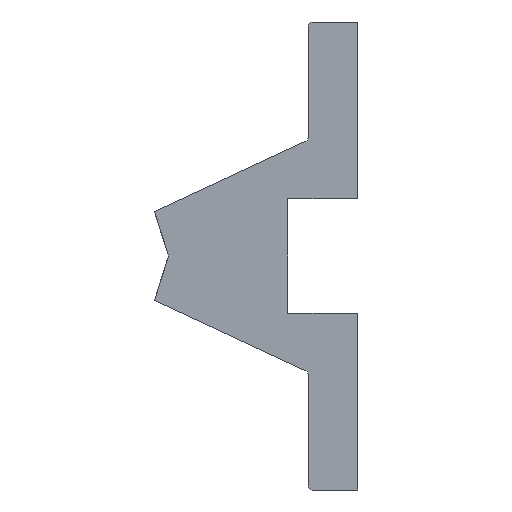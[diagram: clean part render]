
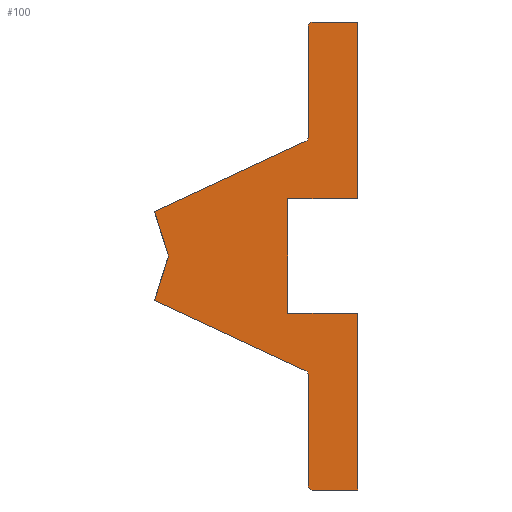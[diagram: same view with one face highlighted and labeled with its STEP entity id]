
A CAD part, left-side view. The second image highlights one B-rep face of the part: STEP entity #100.
In plain terms, the highlighted planar face has unit normal (-1, 0, 0).
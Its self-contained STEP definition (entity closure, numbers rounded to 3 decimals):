
#100 = ADVANCED_FACE( '', ( #218 ), #219, .F. );
#218 = FACE_OUTER_BOUND( '', #333, .T. );
#219 = PLANE( '', #334 );
#333 = EDGE_LOOP( '', ( #563, #564, #565, #566, #567, #568, #569, #570, #571, #572, #573, #574, #575, #576, #577, #578, #579 ) );
#334 = AXIS2_PLACEMENT_3D( '', #580, #581, #582 );
#563 = ORIENTED_EDGE( '', *, *, #699, .F. );
#564 = ORIENTED_EDGE( '', *, *, #707, .F. );
#565 = ORIENTED_EDGE( '', *, *, #628, .T. );
#566 = ORIENTED_EDGE( '', *, *, #708, .F. );
#567 = ORIENTED_EDGE( '', *, *, #637, .F. );
#568 = ORIENTED_EDGE( '', *, *, #681, .F. );
#569 = ORIENTED_EDGE( '', *, *, #642, .F. );
#570 = ORIENTED_EDGE( '', *, *, #705, .T. );
#571 = ORIENTED_EDGE( '', *, *, #653, .F. );
#572 = ORIENTED_EDGE( '', *, *, #685, .F. );
#573 = ORIENTED_EDGE( '', *, *, #647, .F. );
#574 = ORIENTED_EDGE( '', *, *, #672, .F. );
#575 = ORIENTED_EDGE( '', *, *, #696, .F. );
#576 = ORIENTED_EDGE( '', *, *, #702, .F. );
#577 = ORIENTED_EDGE( '', *, *, #709, .F. );
#578 = ORIENTED_EDGE( '', *, *, #677, .F. );
#579 = ORIENTED_EDGE( '', *, *, #693, .F. );
#580 = CARTESIAN_POINT( '', ( 0., 5.5, 28. ) );
#581 = DIRECTION( '', ( 1., 0., 0. ) );
#582 = DIRECTION( '', ( 0., 0., -1. ) );
#628 = EDGE_CURVE( '', #743, #744, #745, .T. );
#637 = EDGE_CURVE( '', #757, #759, #760, .T. );
#642 = EDGE_CURVE( '', #767, #768, #769, .T. );
#647 = EDGE_CURVE( '', #776, #777, #778, .T. );
#653 = EDGE_CURVE( '', #787, #788, #789, .T. );
#672 = EDGE_CURVE( '', #818, #776, #819, .T. );
#677 = EDGE_CURVE( '', #826, #827, #828, .T. );
#681 = EDGE_CURVE( '', #768, #757, #832, .T. );
#685 = EDGE_CURVE( '', #777, #787, #836, .T. );
#693 = EDGE_CURVE( '', #847, #826, #848, .T. );
#696 = EDGE_CURVE( '', #851, #818, #852, .T. );
#699 = EDGE_CURVE( '', #855, #847, #856, .T. );
#702 = EDGE_CURVE( '', #859, #851, #860, .T. );
#705 = EDGE_CURVE( '', #767, #788, #863, .T. );
#707 = EDGE_CURVE( '', #743, #855, #865, .T. );
#708 = EDGE_CURVE( '', #759, #744, #866, .T. );
#709 = EDGE_CURVE( '', #827, #859, #867, .T. );
#743 = VERTEX_POINT( '', #901 );
#744 = VERTEX_POINT( '', #902 );
#745 = CIRCLE( '', #903, 0.5 );
#757 = VERTEX_POINT( '', #919 );
#759 = VERTEX_POINT( '', #922 );
#760 = LINE( '', #923, #924 );
#767 = VERTEX_POINT( '', #934 );
#768 = VERTEX_POINT( '', #935 );
#769 = LINE( '', #936, #937 );
#776 = VERTEX_POINT( '', #947 );
#777 = VERTEX_POINT( '', #948 );
#778 = LINE( '', #949, #950 );
#787 = VERTEX_POINT( '', #962 );
#788 = VERTEX_POINT( '', #963 );
#789 = LINE( '', #964, #965 );
#818 = VERTEX_POINT( '', #1006 );
#819 = LINE( '', #1007, #1008 );
#826 = VERTEX_POINT( '', #1016 );
#827 = VERTEX_POINT( '', #1017 );
#828 = LINE( '', #1018, #1019 );
#832 = LINE( '', #1025, #1026 );
#836 = CIRCLE( '', #1030, 0.5 );
#847 = VERTEX_POINT( '', #1041 );
#848 = LINE( '', #1042, #1043 );
#851 = VERTEX_POINT( '', #1047 );
#852 = LINE( '', #1048, #1049 );
#855 = VERTEX_POINT( '', #1053 );
#856 = CIRCLE( '', #1054, 0.5 );
#859 = VERTEX_POINT( '', #1058 );
#860 = LINE( '', #1059, #1060 );
#863 = CIRCLE( '', #1064, 0.5 );
#865 = LINE( '', #1066, #1067 );
#866 = LINE( '', #1068, #1069 );
#867 = LINE( '', #1070, #1071 );
#901 = CARTESIAN_POINT( '', ( 0., 6., 14.451 ) );
#902 = CARTESIAN_POINT( '', ( 0., 6.289, 13.998 ) );
#903 = AXIS2_PLACEMENT_3D( '', #1111, #1112, #1113 );
#919 = CARTESIAN_POINT( '', ( 0., 23.024, 0. ) );
#922 = CARTESIAN_POINT( '', ( 0., 24.727, 5.4 ) );
#923 = CARTESIAN_POINT( '', ( 0., 23.024, 0. ) );
#924 = VECTOR( '', #1125, 1000. );
#934 = CARTESIAN_POINT( '', ( 0., 6.289, -13.998 ) );
#935 = CARTESIAN_POINT( '', ( 0., 24.727, -5.4 ) );
#936 = CARTESIAN_POINT( '', ( 0., 6.289, -13.998 ) );
#937 = VECTOR( '', #1129, 1000. );
#947 = CARTESIAN_POINT( '', ( 0., 0., -28.5 ) );
#948 = CARTESIAN_POINT( '', ( 0., 5.5, -28.5 ) );
#949 = CARTESIAN_POINT( '', ( 0., 0., -28.5 ) );
#950 = VECTOR( '', #1133, 1000. );
#962 = CARTESIAN_POINT( '', ( 0., 6., -28. ) );
#963 = CARTESIAN_POINT( '', ( 0., 6., -14.451 ) );
#964 = CARTESIAN_POINT( '', ( 0., 6., -28. ) );
#965 = VECTOR( '', #1140, 1000. );
#1006 = CARTESIAN_POINT( '', ( 0., 0., -7. ) );
#1007 = CARTESIAN_POINT( '', ( 0., 0., -7. ) );
#1008 = VECTOR( '', #1165, 1000. );
#1016 = CARTESIAN_POINT( '', ( 0., 0., 28.5 ) );
#1017 = CARTESIAN_POINT( '', ( 0., 0., 7. ) );
#1018 = CARTESIAN_POINT( '', ( 0., 0., 28.5 ) );
#1019 = VECTOR( '', #1173, 1000. );
#1025 = CARTESIAN_POINT( '', ( 0., 24.727, -5.4 ) );
#1026 = VECTOR( '', #1176, 1000. );
#1030 = AXIS2_PLACEMENT_3D( '', #1180, #1181, #1182 );
#1041 = CARTESIAN_POINT( '', ( 0., 5.5, 28.5 ) );
#1042 = CARTESIAN_POINT( '', ( 0., 5.5, 28.5 ) );
#1043 = VECTOR( '', #1192, 1000. );
#1047 = CARTESIAN_POINT( '', ( 0., 8.5, -7. ) );
#1048 = CARTESIAN_POINT( '', ( 0., 8.5, -7. ) );
#1049 = VECTOR( '', #1194, 1000. );
#1053 = CARTESIAN_POINT( '', ( 0., 6., 28. ) );
#1054 = AXIS2_PLACEMENT_3D( '', #1196, #1197, #1198 );
#1058 = CARTESIAN_POINT( '', ( 0., 8.5, 7. ) );
#1059 = CARTESIAN_POINT( '', ( 0., 8.5, 7. ) );
#1060 = VECTOR( '', #1200, 1000. );
#1064 = AXIS2_PLACEMENT_3D( '', #1202, #1203, #1204 );
#1066 = CARTESIAN_POINT( '', ( 0., 6., 14.451 ) );
#1067 = VECTOR( '', #1205, 1000. );
#1068 = CARTESIAN_POINT( '', ( 0., 24.727, 5.4 ) );
#1069 = VECTOR( '', #1206, 1000. );
#1070 = CARTESIAN_POINT( '', ( 0., 0., 7. ) );
#1071 = VECTOR( '', #1207, 1000. );
#1111 = CARTESIAN_POINT( '', ( 0., 6.5, 14.451 ) );
#1112 = DIRECTION( '', ( 1., 0., 0. ) );
#1113 = DIRECTION( '', ( 0., 0., -1. ) );
#1125 = DIRECTION( '', ( 0., 0.301, 0.954 ) );
#1129 = DIRECTION( '', ( 0., 0.906, 0.423 ) );
#1133 = DIRECTION( '', ( 0., 1., 0. ) );
#1140 = DIRECTION( '', ( 0., 0., 1. ) );
#1165 = DIRECTION( '', ( 0., 0., -1. ) );
#1173 = DIRECTION( '', ( 0., 0., -1. ) );
#1176 = DIRECTION( '', ( 0., -0.301, 0.954 ) );
#1180 = CARTESIAN_POINT( '', ( 0., 5.5, -28. ) );
#1181 = DIRECTION( '', ( 1., 0., 0. ) );
#1182 = DIRECTION( '', ( 0., 0., -1. ) );
#1192 = DIRECTION( '', ( 0., -1., 0. ) );
#1194 = DIRECTION( '', ( 0., -1., 0. ) );
#1196 = CARTESIAN_POINT( '', ( 0., 5.5, 28. ) );
#1197 = DIRECTION( '', ( 1., 0., 0. ) );
#1198 = DIRECTION( '', ( 0., 0., -1. ) );
#1200 = DIRECTION( '', ( 0., 0., -1. ) );
#1202 = CARTESIAN_POINT( '', ( 0., 6.5, -14.451 ) );
#1203 = DIRECTION( '', ( 1., 0., 0. ) );
#1204 = DIRECTION( '', ( 0., 0., -1. ) );
#1205 = DIRECTION( '', ( 0., 0., 1. ) );
#1206 = DIRECTION( '', ( 0., -0.906, 0.423 ) );
#1207 = DIRECTION( '', ( 0., 1., 0. ) );
